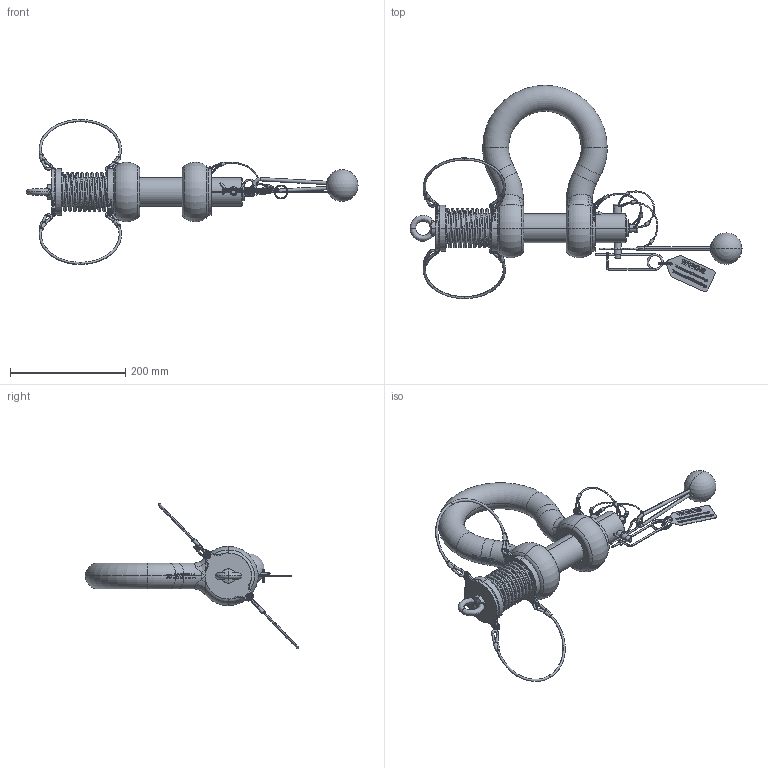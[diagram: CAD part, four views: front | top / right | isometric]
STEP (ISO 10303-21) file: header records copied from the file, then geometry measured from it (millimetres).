
FILE_DESCRIPTION(('STEP AP203'),'1');
FILE_NAME('POGHMB45ROVSRL.stp','2014-03-28T16:16:52',('TraceParts'),('TraceParts S.A.'),'XStep 1.0',' ',' ');
FILE_SCHEMA(('CONFIG_CONTROL_DESIGN'));
Length unit declared in the file: millimetre
Products named in the file (31): 1; 2; 3; 4; 5; 6; 7; 8; 9; 10; 11; 12; 13; 14; 15; 16; 17; 18; 19; 20; 21; 22; 23; 24; 25; 26; 27; 28; 29; 30; 31
Bounding box: 575.73 x 369.97 x 251.81 mm (x, y, z)
Volume: 2100732.9 mm3; surface area: 302969.4 mm2
Topology: 31 solids, 31 shells, 1718 faces, 4389 edges, 2787 vertices
Faces by surface type: plane 620, bspline 605, torus 242, cylinder 185, cone 62, sphere 4
Entity records: 127997 total; most frequent: CARTESIAN_POINT 89644, ORIENTED_EDGE 8746, DIRECTION 5827, EDGE_CURVE 4373, VERTEX_POINT 2787, AXIS2_PLACEMENT_3D 1996, EDGE_LOOP 1846, LINE 1835
